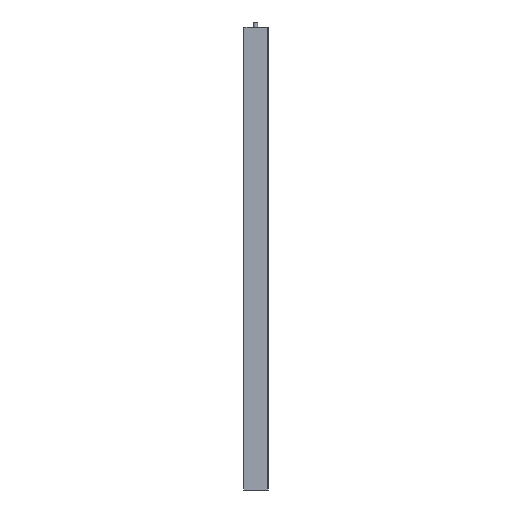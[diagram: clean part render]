
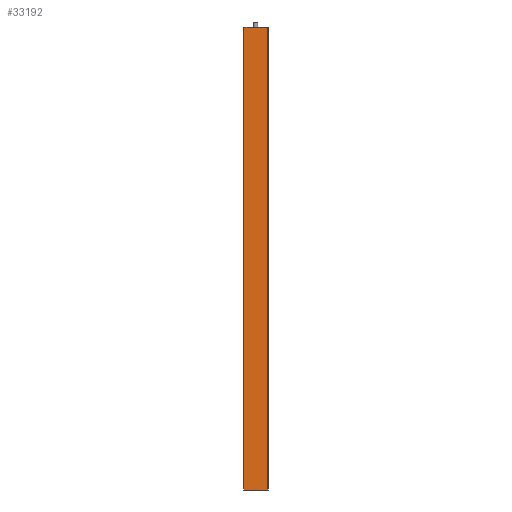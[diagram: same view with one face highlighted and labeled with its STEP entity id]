
A CAD part, left-side view. The second image highlights one B-rep face of the part: STEP entity #33192.
In plain terms, the highlighted planar face has unit normal (-1, 0.024, 0).
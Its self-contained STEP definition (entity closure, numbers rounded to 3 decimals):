
#950 = VECTOR ( 'NONE', #7253, 1000. ) ;
#1795 = CARTESIAN_POINT ( 'NONE',  ( -6.227, 36.312, 709. ) ) ;
#2136 = ORIENTED_EDGE ( 'NONE', *, *, #15441, .F. ) ;
#3444 = DIRECTION ( 'NONE',  ( 1., -0.024, 0. ) ) ;
#6080 = ORIENTED_EDGE ( 'NONE', *, *, #28947, .T. ) ;
#6251 = CARTESIAN_POINT ( 'NONE',  ( -7.102, -0.281, 709. ) ) ;
#6963 = ORIENTED_EDGE ( 'NONE', *, *, #15974, .T. ) ;
#7253 = DIRECTION ( 'NONE',  ( 0., 0., -1. ) ) ;
#7732 = VECTOR ( 'NONE', #9546, 1000. ) ;
#8187 = VERTEX_POINT ( 'NONE', #13107 ) ;
#9546 = DIRECTION ( 'NONE',  ( -0.024, -1., 0. ) ) ;
#9832 = CARTESIAN_POINT ( 'NONE',  ( -7.102, -0.281, 0. ) ) ;
#10993 = DIRECTION ( 'NONE',  ( -0.024, -1., 0. ) ) ;
#13107 = CARTESIAN_POINT ( 'NONE',  ( -6.227, 36.312, 709. ) ) ;
#13870 = PLANE ( 'NONE',  #21447 ) ;
#13894 = ORIENTED_EDGE ( 'NONE', *, *, #16232, .F. ) ;
#14490 = VERTEX_POINT ( 'NONE', #6251 ) ;
#15044 = LINE ( 'NONE', #1795, #33939 ) ;
#15441 = EDGE_CURVE ( 'NONE', #14490, #26514, #20539, .T. ) ;
#15974 = EDGE_CURVE ( 'NONE', #34440, #26514, #16638, .T. ) ;
#16232 = EDGE_CURVE ( 'NONE', #8187, #14490, #18193, .T. ) ;
#16282 = CARTESIAN_POINT ( 'NONE',  ( -7.102, -0.281, 0. ) ) ;
#16638 = LINE ( 'NONE', #16282, #28052 ) ;
#17220 = DIRECTION ( 'NONE',  ( 0.024, 1., 0. ) ) ;
#17867 = CARTESIAN_POINT ( 'NONE',  ( -7.102, -0.281, 709. ) ) ;
#18193 = LINE ( 'NONE', #20328, #7732 ) ;
#20328 = CARTESIAN_POINT ( 'NONE',  ( -7.102, -0.281, 709. ) ) ;
#20539 = LINE ( 'NONE', #17867, #950 ) ;
#20630 = EDGE_LOOP ( 'NONE', ( #6963, #2136, #13894, #6080 ) ) ;
#21447 = AXIS2_PLACEMENT_3D ( 'NONE', #30475, #3444, #17220 ) ;
#22522 = FACE_OUTER_BOUND ( 'NONE', #20630, .T. ) ;
#23171 = DIRECTION ( 'NONE',  ( 0., 0., -1. ) ) ;
#26514 = VERTEX_POINT ( 'NONE', #9832 ) ;
#26756 = CARTESIAN_POINT ( 'NONE',  ( -6.227, 36.312, 0. ) ) ;
#28052 = VECTOR ( 'NONE', #10993, 1000. ) ;
#28947 = EDGE_CURVE ( 'NONE', #8187, #34440, #15044, .T. ) ;
#30475 = CARTESIAN_POINT ( 'NONE',  ( -7.102, -0.281, 709. ) ) ;
#33192 = ADVANCED_FACE ( 'NONE', ( #22522 ), #13870, .F. ) ;
#33939 = VECTOR ( 'NONE', #23171, 1000. ) ;
#34440 = VERTEX_POINT ( 'NONE', #26756 ) ;
